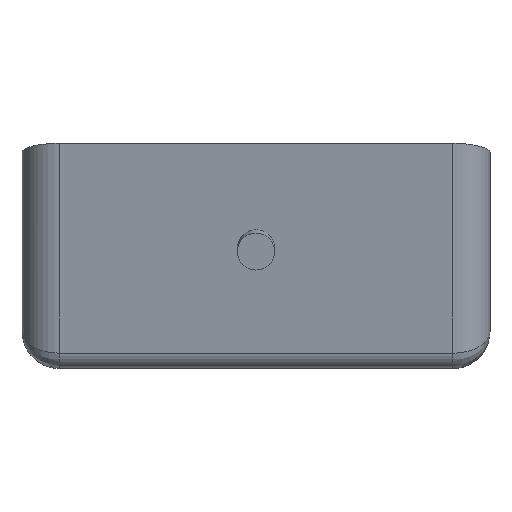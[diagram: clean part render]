
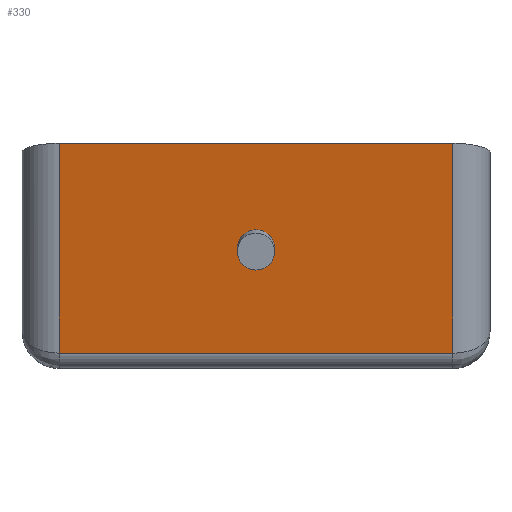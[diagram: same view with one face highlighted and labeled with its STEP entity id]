
A CAD part, top view. The second image highlights one B-rep face of the part: STEP entity #330.
In plain terms, the highlighted planar face has unit normal (0, -0.181, 0.984).
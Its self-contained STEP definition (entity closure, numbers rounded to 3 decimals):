
#16=FACE_BOUND('',#86,.T.);
#40=PLANE('',#384);
#62=FACE_OUTER_BOUND('',#85,.T.);
#85=EDGE_LOOP('',(#294,#295,#296,#297));
#86=EDGE_LOOP('',(#298));
#91=LINE('',#515,#113);
#106=LINE('',#764,#128);
#107=LINE('',#768,#129);
#108=LINE('',#842,#130);
#113=VECTOR('',#413,10.);
#128=VECTOR('',#474,10.);
#129=VECTOR('',#479,10.);
#130=VECTOR('',#486,10.);
#132=CIRCLE('',#347,50.);
#142=VERTEX_POINT('',#493);
#149=VERTEX_POINT('',#512);
#150=VERTEX_POINT('',#514);
#165=VERTEX_POINT('',#760);
#166=VERTEX_POINT('',#767);
#169=EDGE_CURVE('',#142,#142,#132,.T.);
#177=EDGE_CURVE('',#150,#149,#91,.T.);
#206=EDGE_CURVE('',#150,#165,#106,.T.);
#207=EDGE_CURVE('',#165,#166,#107,.T.);
#210=EDGE_CURVE('',#166,#149,#108,.T.);
#294=ORIENTED_EDGE('',*,*,#206,.F.);
#295=ORIENTED_EDGE('',*,*,#177,.T.);
#296=ORIENTED_EDGE('',*,*,#210,.F.);
#297=ORIENTED_EDGE('',*,*,#207,.F.);
#298=ORIENTED_EDGE('',*,*,#169,.T.);
#330=ADVANCED_FACE('',(#62,#16),#40,.T.);
#347=AXIS2_PLACEMENT_3D('',#495,#392,#393);
#384=AXIS2_PLACEMENT_3D('',#843,#487,#488);
#392=DIRECTION('center_axis',(0.,0.181,-0.984));
#393=DIRECTION('ref_axis',(1.,0.,0.));
#413=DIRECTION('',(-1.,0.,0.));
#474=DIRECTION('',(0.,-0.984,-0.181));
#479=DIRECTION('',(-1.,0.,0.));
#486=DIRECTION('',(0.,0.984,0.181));
#487=DIRECTION('center_axis',(0.,-0.181,0.984));
#488=DIRECTION('ref_axis',(0.,0.984,0.181));
#493=CARTESIAN_POINT('',(-675.,321.019,959.004));
#495=CARTESIAN_POINT('Origin',(-625.,321.019,959.004));
#512=CARTESIAN_POINT('',(-1150.,601.077,1010.48));
#514=CARTESIAN_POINT('',(-100.,601.077,1010.48));
#515=CARTESIAN_POINT('',(0.,601.077,1010.48));
#760=CARTESIAN_POINT('',(-100.,40.961,907.529));
#764=CARTESIAN_POINT('',(-100.,138.057,925.375));
#767=CARTESIAN_POINT('',(-1150.,40.961,907.529));
#768=CARTESIAN_POINT('',(0.,40.961,907.529));
#842=CARTESIAN_POINT('',(-1150.,138.057,925.375));
#843=CARTESIAN_POINT('Origin',(0.,0.,900.));
